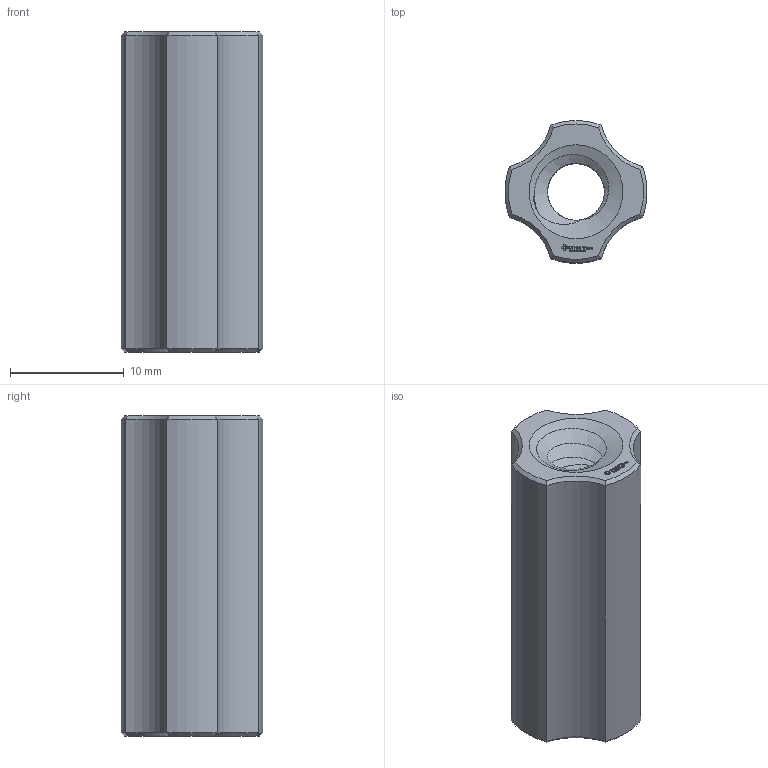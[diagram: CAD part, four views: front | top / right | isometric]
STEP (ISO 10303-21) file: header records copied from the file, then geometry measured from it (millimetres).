
FILE_DESCRIPTION(('FreeCAD Model'),'2;1');
FILE_NAME('Open CASCADE Shape Model','2023-02-10T23:25:44',(''),(''), 'Open CASCADE STEP processor 7.6','FreeCAD','Unknown');
FILE_SCHEMA(('AUTOMOTIVE_DESIGN { 1 0 10303 214 1 1 1 1 }'));
Length unit declared in the file: millimetre
Products named in the file (1): Nut RH BU01.00x02.25 - SPN-NUT-0010 (stemfie.org)
Bounding box: 12.47 x 12.47 x 28.12 mm (x, y, z)
Volume: 2065.5 mm3; surface area: 2339.1 mm2
Topology: 1 solids, 1 shells, 447 faces, 1222 edges, 808 vertices
Faces by surface type: plane 296, bspline 105, extrusion 20, cone 18, cylinder 8
Entity records: 38610 total; most frequent: CARTESIAN_POINT 15630, DIRECTION 3600, VECTOR 2857, LINE 2837, ORIENTED_EDGE 2444, PCURVE 2444, DEFINITIONAL_REPRESENTATION 2444, EDGE_CURVE 1222
